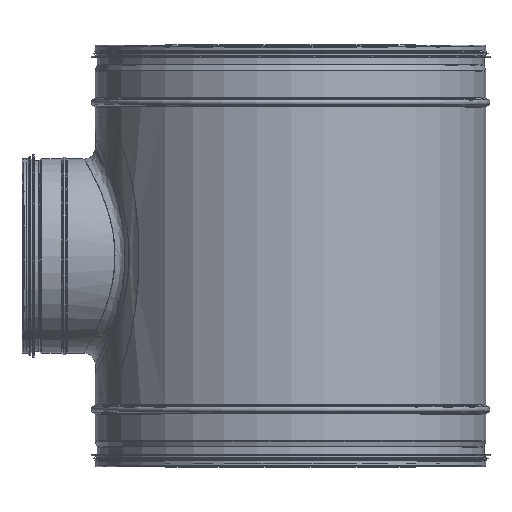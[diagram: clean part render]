
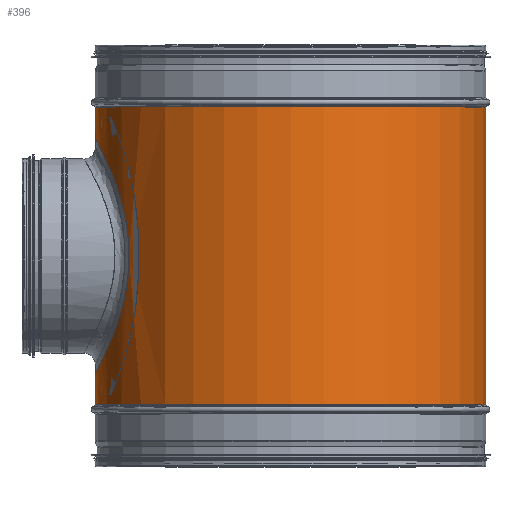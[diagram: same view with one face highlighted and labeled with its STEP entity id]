
A CAD part, top view. The second image highlights one B-rep face of the part: STEP entity #396.
In plain terms, the highlighted cylindrical face has radius 249.35 mm (diameter 498.7 mm), a full revolution.
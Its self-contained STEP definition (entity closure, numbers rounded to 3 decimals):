
#125=CARTESIAN_POINT('',(-206.35,268.5,-139.982));
#126=VERTEX_POINT('',#125);
#162=CARTESIAN_POINT('',(-206.35,268.5,139.982));
#163=VERTEX_POINT('',#162);
#186=CARTESIAN_POINT('',(-249.35,118.5,0.));
#187=VERTEX_POINT('',#186);
#188=CARTESIAN_POINT('',(-206.35,268.5,139.982));
#189=CARTESIAN_POINT('',(-206.35,259.235,139.982));
#190=CARTESIAN_POINT('',(-206.905,249.693,139.176));
#191=CARTESIAN_POINT('',(-209.128,230.76,135.812));
#192=CARTESIAN_POINT('',(-210.794,221.367,133.255));
#193=CARTESIAN_POINT('',(-214.909,203.349,126.511));
#194=CARTESIAN_POINT('',(-217.357,194.707,122.319));
#195=CARTESIAN_POINT('',(-222.543,178.652,112.607));
#196=CARTESIAN_POINT('',(-225.278,171.237,107.086));
#197=CARTESIAN_POINT('',(-230.577,157.887,95.147));
#198=CARTESIAN_POINT('',(-233.341,151.483,88.272));
#199=CARTESIAN_POINT('',(-238.532,140.055,73.09));
#200=CARTESIAN_POINT('',(-240.957,135.03,64.781));
#201=CARTESIAN_POINT('',(-245.005,126.86,47.212));
#202=CARTESIAN_POINT('',(-246.631,123.707,37.932));
#203=CARTESIAN_POINT('',(-248.804,119.526,19.032));
#204=CARTESIAN_POINT('',(-249.35,118.5,9.412));
#205=CARTESIAN_POINT('',(-249.35,118.5,0.));
#206=B_SPLINE_CURVE_WITH_KNOTS('',3,(#188,#189,#190,#191,#192,#193,#194,#195,#196,#197,#198,#199,#200,#201,#202,#203,#204,#205),.UNSPECIFIED.,.F.,.U.,(4,2,2,2,2,2,2,2,4),(0.0,2.78,5.559,8.339,11.118,13.942,16.765,19.589,22.412),.UNSPECIFIED.);
#207=EDGE_CURVE('',#163,#187,#206,.T.);
#248=CARTESIAN_POINT('',(-249.35,118.5,0.));
#249=CARTESIAN_POINT('',(-249.35,118.5,-9.412));
#250=CARTESIAN_POINT('',(-248.804,119.526,-19.032));
#251=CARTESIAN_POINT('',(-246.631,123.707,-37.932));
#252=CARTESIAN_POINT('',(-245.005,126.86,-47.212));
#253=CARTESIAN_POINT('',(-240.957,135.03,-64.781));
#254=CARTESIAN_POINT('',(-238.532,140.055,-73.09));
#255=CARTESIAN_POINT('',(-233.341,151.483,-88.272));
#256=CARTESIAN_POINT('',(-230.577,157.887,-95.147));
#257=CARTESIAN_POINT('',(-225.278,171.237,-107.086));
#258=CARTESIAN_POINT('',(-222.543,178.652,-112.607));
#259=CARTESIAN_POINT('',(-217.357,194.707,-122.319));
#260=CARTESIAN_POINT('',(-214.909,203.349,-126.511));
#261=CARTESIAN_POINT('',(-210.794,221.367,-133.255));
#262=CARTESIAN_POINT('',(-209.128,230.76,-135.812));
#263=CARTESIAN_POINT('',(-206.905,249.693,-139.176));
#264=CARTESIAN_POINT('',(-206.35,259.235,-139.982));
#265=CARTESIAN_POINT('',(-206.35,268.5,-139.982));
#266=B_SPLINE_CURVE_WITH_KNOTS('',3,(#248,#249,#250,#251,#252,#253,#254,#255,#256,#257,#258,#259,#260,#261,#262,#263,#264,#265),.UNSPECIFIED.,.F.,.U.,(4,2,2,2,2,2,2,2,4),(22.412,25.236,28.06,30.883,33.707,36.486,39.266,42.045,44.825),.UNSPECIFIED.);
#267=EDGE_CURVE('',#187,#126,#266,.T.);
#277=CARTESIAN_POINT('',(-249.35,418.5,0.0));
#278=VERTEX_POINT('',#277);
#279=CARTESIAN_POINT('',(-249.35,418.5,0.));
#280=CARTESIAN_POINT('',(-249.35,418.5,9.412));
#281=CARTESIAN_POINT('',(-248.804,417.474,19.032));
#282=CARTESIAN_POINT('',(-246.631,413.293,37.932));
#283=CARTESIAN_POINT('',(-245.005,410.14,47.212));
#284=CARTESIAN_POINT('',(-240.957,401.97,64.781));
#285=CARTESIAN_POINT('',(-238.532,396.945,73.09));
#286=CARTESIAN_POINT('',(-233.341,385.517,88.272));
#287=CARTESIAN_POINT('',(-230.577,379.113,95.147));
#288=CARTESIAN_POINT('',(-225.278,365.763,107.086));
#289=CARTESIAN_POINT('',(-222.543,358.348,112.607));
#290=CARTESIAN_POINT('',(-217.357,342.293,122.319));
#291=CARTESIAN_POINT('',(-214.909,333.651,126.511));
#292=CARTESIAN_POINT('',(-210.794,315.633,133.255));
#293=CARTESIAN_POINT('',(-209.128,306.24,135.812));
#294=CARTESIAN_POINT('',(-206.905,287.307,139.176));
#295=CARTESIAN_POINT('',(-206.35,277.765,139.982));
#296=CARTESIAN_POINT('',(-206.35,268.5,139.982));
#297=B_SPLINE_CURVE_WITH_KNOTS('',3,(#279,#280,#281,#282,#283,#284,#285,#286,#287,#288,#289,#290,#291,#292,#293,#294,#295,#296),.UNSPECIFIED.,.F.,.U.,(4,2,2,2,2,2,2,2,4),(67.237,70.061,72.884,75.708,78.532,81.311,84.091,86.87,89.65),.UNSPECIFIED.);
#298=EDGE_CURVE('',#278,#163,#297,.T.);
#300=CARTESIAN_POINT('',(-206.35,268.5,-139.982));
#301=CARTESIAN_POINT('',(-206.35,277.765,-139.982));
#302=CARTESIAN_POINT('',(-206.905,287.307,-139.176));
#303=CARTESIAN_POINT('',(-209.128,306.24,-135.812));
#304=CARTESIAN_POINT('',(-210.794,315.633,-133.255));
#305=CARTESIAN_POINT('',(-214.909,333.651,-126.511));
#306=CARTESIAN_POINT('',(-217.357,342.293,-122.319));
#307=CARTESIAN_POINT('',(-222.543,358.348,-112.607));
#308=CARTESIAN_POINT('',(-225.278,365.763,-107.086));
#309=CARTESIAN_POINT('',(-230.577,379.113,-95.147));
#310=CARTESIAN_POINT('',(-233.341,385.517,-88.272));
#311=CARTESIAN_POINT('',(-238.532,396.945,-73.09));
#312=CARTESIAN_POINT('',(-240.957,401.97,-64.781));
#313=CARTESIAN_POINT('',(-245.005,410.14,-47.212));
#314=CARTESIAN_POINT('',(-246.631,413.293,-37.932));
#315=CARTESIAN_POINT('',(-248.804,417.474,-19.032));
#316=CARTESIAN_POINT('',(-249.35,418.5,-9.412));
#317=CARTESIAN_POINT('',(-249.35,418.5,0.));
#318=B_SPLINE_CURVE_WITH_KNOTS('',3,(#300,#301,#302,#303,#304,#305,#306,#307,#308,#309,#310,#311,#312,#313,#314,#315,#316,#317),.UNSPECIFIED.,.F.,.U.,(4,2,2,2,2,2,2,2,4),(44.825,47.604,50.384,53.163,55.943,58.766,61.59,64.414,67.237),.UNSPECIFIED.);
#319=EDGE_CURVE('',#126,#278,#318,.T.);
#363=CARTESIAN_POINT('',(0.0,173.5,0.0));
#364=DIRECTION('',(0.0,-1.0,0.0));
#365=DIRECTION('',(1.0,0.0,0.0));
#366=AXIS2_PLACEMENT_3D('',#363,#364,#365);
#367=CYLINDRICAL_SURFACE('',#366,249.35);
#368=CARTESIAN_POINT('',(249.35,458.5,0.0));
#369=VERTEX_POINT('',#368);
#370=CARTESIAN_POINT('',(0.0,458.5,0.0));
#371=DIRECTION('',(0.0,-1.0,0.0));
#372=DIRECTION('',(1.0,0.0,0.0));
#373=AXIS2_PLACEMENT_3D('',#370,#371,#372);
#374=CIRCLE('',#373,249.35);
#375=EDGE_CURVE('',#369,#369,#374,.T.);
#376=ORIENTED_EDGE('',*,*,#375,.T.);
#377=EDGE_LOOP('',(#376));
#378=FACE_OUTER_BOUND('',#377,.T.);
#379=ORIENTED_EDGE('',*,*,#267,.T.);
#380=ORIENTED_EDGE('',*,*,#319,.T.);
#381=ORIENTED_EDGE('',*,*,#298,.T.);
#382=ORIENTED_EDGE('',*,*,#207,.T.);
#383=EDGE_LOOP('',(#379,#380,#381,#382));
#384=FACE_BOUND('',#383,.T.);
#385=CARTESIAN_POINT('',(249.35,78.5,0.0));
#386=VERTEX_POINT('',#385);
#387=CARTESIAN_POINT('',(0.0,78.5,0.0));
#388=DIRECTION('',(0.0,-1.0,0.0));
#389=DIRECTION('',(1.0,0.0,0.0));
#390=AXIS2_PLACEMENT_3D('',#387,#388,#389);
#391=CIRCLE('',#390,249.35);
#392=EDGE_CURVE('',#386,#386,#391,.T.);
#393=ORIENTED_EDGE('',*,*,#392,.F.);
#394=EDGE_LOOP('',(#393));
#395=FACE_BOUND('',#394,.T.);
#396=ADVANCED_FACE('',(#378,#384,#395),#367,.T.);
